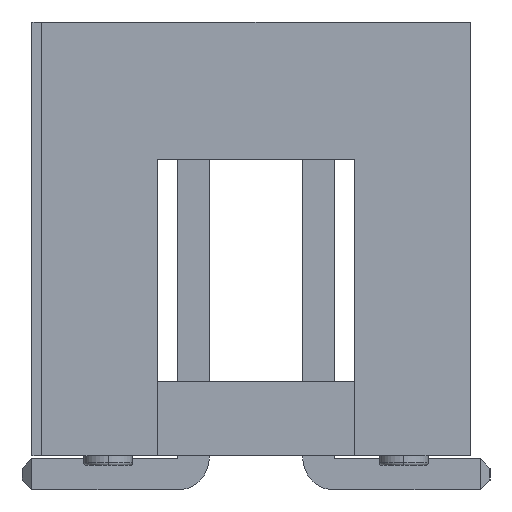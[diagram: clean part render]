
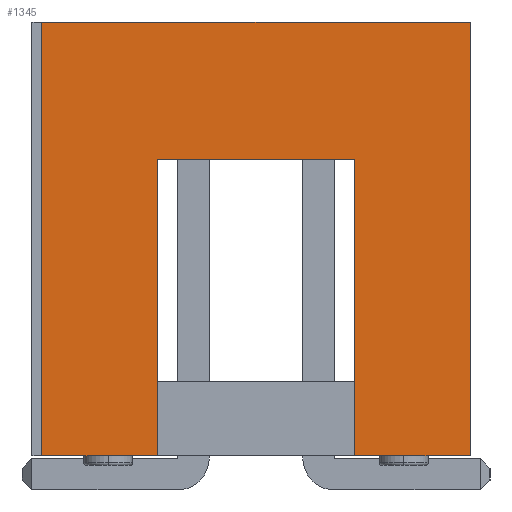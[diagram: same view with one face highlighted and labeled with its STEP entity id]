
A CAD part, left-side view. The second image highlights one B-rep face of the part: STEP entity #1345.
In plain terms, the highlighted planar face has unit normal (-1, 0, 0).
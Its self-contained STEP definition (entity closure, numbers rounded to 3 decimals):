
#133 = CARTESIAN_POINT ( 'NONE',  ( -24.12, 2., 6. ) ) ;
#266 = EDGE_LOOP ( 'NONE', ( #12051, #12612, #19689, #25071, #16702, #34266, #3328, #16608 ) ) ;
#757 = VERTEX_POINT ( 'NONE', #11359 ) ;
#808 = DIRECTION ( 'NONE',  ( 1., 0., 0. ) ) ;
#980 = CARTESIAN_POINT ( 'NONE',  ( -24.12, -2., 0. ) ) ;
#1323 = CARTESIAN_POINT ( 'NONE',  ( -24.12, -4.35, 8.8 ) ) ;
#1345 = ADVANCED_FACE ( 'NONE', ( #29040 ), #21235, .F. ) ;
#2357 = CARTESIAN_POINT ( 'NONE',  ( -24.12, -4.35, 8.8 ) ) ;
#3291 = LINE ( 'NONE', #29444, #14353 ) ;
#3328 = ORIENTED_EDGE ( 'NONE', *, *, #25607, .F. ) ;
#4450 = CARTESIAN_POINT ( 'NONE',  ( -24.12, 4.35, 0. ) ) ;
#4814 = VECTOR ( 'NONE', #24862, 1000. ) ;
#5860 = CARTESIAN_POINT ( 'NONE',  ( -24.12, 2., 6. ) ) ;
#6549 = DIRECTION ( 'NONE',  ( 0., 0., -1. ) ) ;
#6745 = CARTESIAN_POINT ( 'NONE',  ( -24.12, 2., 6. ) ) ;
#7109 = LINE ( 'NONE', #6745, #25573 ) ;
#8301 = DIRECTION ( 'NONE',  ( 0., -1., 0. ) ) ;
#8906 = VERTEX_POINT ( 'NONE', #133 ) ;
#9902 = DIRECTION ( 'NONE',  ( 0., 1., 0. ) ) ;
#10364 = DIRECTION ( 'NONE',  ( 0., 0., -1. ) ) ;
#10704 = LINE ( 'NONE', #5860, #32758 ) ;
#11359 = CARTESIAN_POINT ( 'NONE',  ( -24.12, 4.35, 8.8 ) ) ;
#12051 = ORIENTED_EDGE ( 'NONE', *, *, #28316, .T. ) ;
#12612 = ORIENTED_EDGE ( 'NONE', *, *, #13885, .F. ) ;
#13001 = DIRECTION ( 'NONE',  ( 0., -1., 0. ) ) ;
#13497 = VERTEX_POINT ( 'NONE', #4450 ) ;
#13507 = LINE ( 'NONE', #33031, #4814 ) ;
#13885 = EDGE_CURVE ( 'NONE', #8906, #21025, #10704, .T. ) ;
#14353 = VECTOR ( 'NONE', #23687, 1000. ) ;
#15088 = VECTOR ( 'NONE', #30461, 1000. ) ;
#15229 = VERTEX_POINT ( 'NONE', #25590 ) ;
#15954 = CARTESIAN_POINT ( 'NONE',  ( -24.12, 4.35, 0. ) ) ;
#15985 = EDGE_CURVE ( 'NONE', #23740, #20769, #16295, .T. ) ;
#16295 = LINE ( 'NONE', #33780, #34823 ) ;
#16326 = VECTOR ( 'NONE', #10364, 1000. ) ;
#16608 = ORIENTED_EDGE ( 'NONE', *, *, #35469, .T. ) ;
#16702 = ORIENTED_EDGE ( 'NONE', *, *, #15985, .T. ) ;
#19680 = CARTESIAN_POINT ( 'NONE',  ( -24.12, 4.35, 8.8 ) ) ;
#19689 = ORIENTED_EDGE ( 'NONE', *, *, #29715, .F. ) ;
#20232 = CARTESIAN_POINT ( 'NONE',  ( -24.12, 2., 0. ) ) ;
#20769 = VERTEX_POINT ( 'NONE', #27884 ) ;
#21025 = VERTEX_POINT ( 'NONE', #20232 ) ;
#21060 = AXIS2_PLACEMENT_3D ( 'NONE', #32031, #808, #6549 ) ;
#21235 = PLANE ( 'NONE',  #21060 ) ;
#21725 = LINE ( 'NONE', #15954, #35636 ) ;
#21876 = LINE ( 'NONE', #2357, #16326 ) ;
#22422 = DIRECTION ( 'NONE',  ( 0., 0., -1. ) ) ;
#23687 = DIRECTION ( 'NONE',  ( 0., 0., 1. ) ) ;
#23740 = VERTEX_POINT ( 'NONE', #980 ) ;
#24862 = DIRECTION ( 'NONE',  ( 0., 0., -1. ) ) ;
#25071 = ORIENTED_EDGE ( 'NONE', *, *, #36717, .F. ) ;
#25573 = VECTOR ( 'NONE', #9902, 1000. ) ;
#25590 = CARTESIAN_POINT ( 'NONE',  ( -24.12, -2., 6. ) ) ;
#25607 = EDGE_CURVE ( 'NONE', #757, #28050, #35948, .T. ) ;
#26026 = EDGE_CURVE ( 'NONE', #28050, #20769, #21876, .T. ) ;
#27884 = CARTESIAN_POINT ( 'NONE',  ( -24.12, -4.35, 0. ) ) ;
#28050 = VERTEX_POINT ( 'NONE', #1323 ) ;
#28316 = EDGE_CURVE ( 'NONE', #13497, #21025, #21725, .T. ) ;
#29040 = FACE_OUTER_BOUND ( 'NONE', #266, .T. ) ;
#29444 = CARTESIAN_POINT ( 'NONE',  ( -24.12, -2., 6. ) ) ;
#29715 = EDGE_CURVE ( 'NONE', #15229, #8906, #7109, .T. ) ;
#30461 = DIRECTION ( 'NONE',  ( 0., -1., 0. ) ) ;
#32031 = CARTESIAN_POINT ( 'NONE',  ( -24.12, 4.35, 8.8 ) ) ;
#32758 = VECTOR ( 'NONE', #22422, 1000. ) ;
#33031 = CARTESIAN_POINT ( 'NONE',  ( -24.12, 4.35, 8.8 ) ) ;
#33780 = CARTESIAN_POINT ( 'NONE',  ( -24.12, 4.35, 0. ) ) ;
#34266 = ORIENTED_EDGE ( 'NONE', *, *, #26026, .F. ) ;
#34823 = VECTOR ( 'NONE', #8301, 1000. ) ;
#35469 = EDGE_CURVE ( 'NONE', #757, #13497, #13507, .T. ) ;
#35636 = VECTOR ( 'NONE', #13001, 1000. ) ;
#35948 = LINE ( 'NONE', #19680, #15088 ) ;
#36717 = EDGE_CURVE ( 'NONE', #23740, #15229, #3291, .T. ) ;
